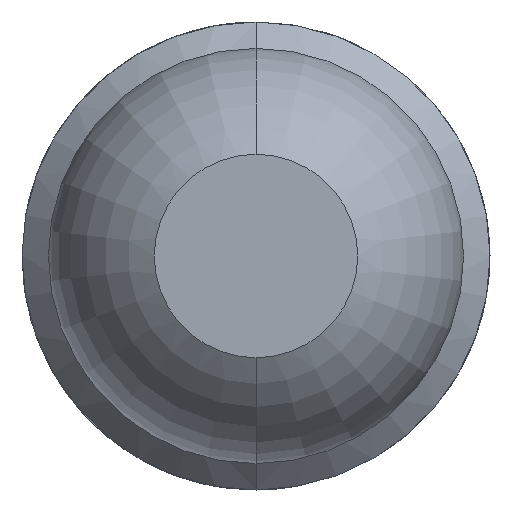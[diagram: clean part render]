
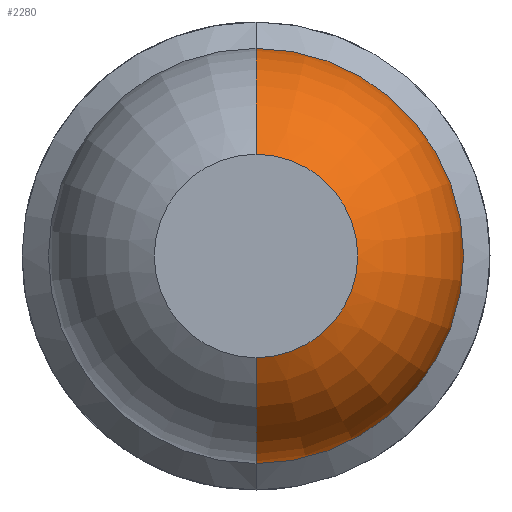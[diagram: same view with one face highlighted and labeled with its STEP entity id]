
A CAD part, front view. The second image highlights one B-rep face of the part: STEP entity #2280.
In plain terms, the highlighted toroidal (fillet/blend) face has major radius 0.01 mm and minor radius 0.5 mm.
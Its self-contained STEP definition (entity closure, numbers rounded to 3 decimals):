
#23 = CARTESIAN_POINT ( 'NONE',  ( 0., -26.961, -0.51 ) ) ;
#101 = VERTEX_POINT ( 'NONE', #532 ) ;
#532 = CARTESIAN_POINT ( 'NONE',  ( 0., -26.961, 0.51 ) ) ;
#567 = CARTESIAN_POINT ( 'NONE',  ( 0., -26.961, 0. ) ) ;
#592 = DIRECTION ( 'NONE',  ( 0., 0., 1. ) ) ;
#668 = ORIENTED_EDGE ( 'NONE', *, *, #2472, .T. ) ;
#675 = CIRCLE ( 'NONE', #1317, 0.25 ) ;
#775 = CARTESIAN_POINT ( 'NONE',  ( 0., -27.4, 0.25 ) ) ;
#841 = DIRECTION ( 'NONE',  ( 0., 1., 0. ) ) ;
#901 = CIRCLE ( 'NONE', #2726, 0.51 ) ;
#908 = ORIENTED_EDGE ( 'NONE', *, *, #2249, .F. ) ;
#1108 = EDGE_CURVE ( 'Defeature ausgef�hrt1_13+Defeature ausgef�hrt1_5+Defeature ausgef�hrt1_5+Defeature ausgef�hrt1_5', #3087, #1576, #675, .T. ) ;
#1134 = DIRECTION ( 'NONE',  ( 0., 0., 1. ) ) ;
#1174 = DIRECTION ( 'NONE',  ( -1., 0., 0. ) ) ;
#1192 = DIRECTION ( 'NONE',  ( 0., 1., 0. ) ) ;
#1280 = EDGE_CURVE ( 'NONE', #1576, #101, #2721, .T. ) ;
#1317 = AXIS2_PLACEMENT_3D ( 'NONE', #3118, #1640, #2810 ) ;
#1336 = ORIENTED_EDGE ( 'NONE', *, *, #1280, .F. ) ;
#1405 = CIRCLE ( 'NONE', #2853, 0.5 ) ;
#1576 = VERTEX_POINT ( 'NONE', #775 ) ;
#1640 = DIRECTION ( 'NONE',  ( 0., -1., 0. ) ) ;
#1751 = AXIS2_PLACEMENT_3D ( 'NONE', #2658, #1192, #2356 ) ;
#1873 = DIRECTION ( 'NONE',  ( 1., 0., 0. ) ) ;
#1910 = DIRECTION ( 'NONE',  ( 0., 0., -1. ) ) ;
#1971 = ORIENTED_EDGE ( 'NONE', *, *, #1108, .F. ) ;
#2226 = CARTESIAN_POINT ( 'NONE',  ( 0., -27.4, -0.25 ) ) ;
#2249 = EDGE_CURVE ( 'Defeature ausgef�hrt1_6+Defeature ausgef�hrt1_5+Defeature ausgef�hrt1_5+Defeature ausgef�hrt1_5', #101, #3701, #901, .T. ) ;
#2280 = ADVANCED_FACE ( 'Defeature ausgef�hrt1_5', ( #2454 ), #3302, .T. ) ;
#2356 = DIRECTION ( 'NONE',  ( 0., 0., 1. ) ) ;
#2454 = FACE_OUTER_BOUND ( 'NONE', #2957, .T. ) ;
#2472 = EDGE_CURVE ( 'NONE', #3087, #3701, #1405, .T. ) ;
#2658 = CARTESIAN_POINT ( 'NONE',  ( 0., -26.961, 0. ) ) ;
#2721 = CIRCLE ( 'NONE', #3754, 0.5 ) ;
#2726 = AXIS2_PLACEMENT_3D ( 'NONE', #567, #841, #1134 ) ;
#2810 = DIRECTION ( 'NONE',  ( 0., 0., -1. ) ) ;
#2853 = AXIS2_PLACEMENT_3D ( 'NONE', #3063, #1873, #1910 ) ;
#2957 = EDGE_LOOP ( 'NONE', ( #1971, #668, #908, #1336 ) ) ;
#3063 = CARTESIAN_POINT ( 'NONE',  ( 0., -26.961, -0.01 ) ) ;
#3087 = VERTEX_POINT ( 'NONE', #2226 ) ;
#3118 = CARTESIAN_POINT ( 'NONE',  ( 0., -27.4, 0. ) ) ;
#3302 = TOROIDAL_SURFACE ( 'NONE', #1751, 0.01, 0.5 ) ;
#3520 = CARTESIAN_POINT ( 'NONE',  ( 0., -26.961, 0.01 ) ) ;
#3701 = VERTEX_POINT ( 'NONE', #23 ) ;
#3754 = AXIS2_PLACEMENT_3D ( 'NONE', #3520, #1174, #592 ) ;
